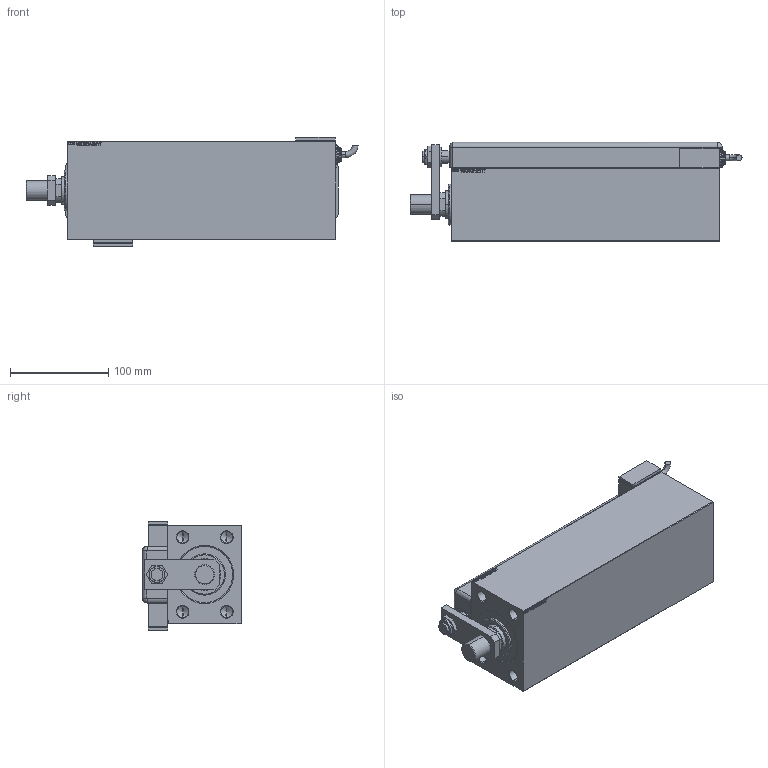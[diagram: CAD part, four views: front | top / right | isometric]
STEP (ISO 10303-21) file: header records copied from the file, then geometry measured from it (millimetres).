
FILE_DESCRIPTION (( 'STEP AP203' ), '1' );
FILE_NAME ('fd53.STEP', '2024-02-12T04:49:13', ( '' ), ( '' ), 'SwSTEP 2.0', 'SolidWorks 2019', '' );
FILE_SCHEMA (( 'CONFIG_CONTROL_DESIGN' ));
Length unit declared in the file: millimetre
Products named in the file (14): V450CM_B_VCP 5d57c677eeaf8a0727ebcaa8c3aab6cd; NUT_D19 5d57c677eeaf8a0727ebcaa8c3aab6cd; SWITCH DIM A_G 5d57c677eeaf8a0727ebcaa8c3aab6cd; V450CM_MALE_METRIC 5d57c677eeaf8a0727ebcaa8c3aab6cd; TYC 5d57c677eeaf8a0727ebcaa8c3aab6cd; V450CM_VC_B 5d57c677eeaf8a0727ebcaa8c3aab6cd; KRYT 5d57c677eeaf8a0727ebcaa8c3aab6cd; NUT_D13 5d57c677eeaf8a0727ebcaa8c3aab6cd; SWITCH Q 5d57c677eeaf8a0727ebcaa8c3aab6cd; SWITCH_Q_FRONT_BACK 5d57c677eeaf8a0727ebcaa8c3aab6cd; fd53; MAGNETIC SWITCH Q 5d57c677eeaf8a0727ebcaa8c3aab6cd; V450CM_B_Body 5d57c677eeaf8a0727ebcaa8c3aab6cd; ZARAZKA_Q 5d57c677eeaf8a0727ebcaa8c3aab6cd
Assembly tree (14 placements, depth 3):
  fd53
    V450CM_B_Body 5d57c677eeaf8a0727ebcaa8c3aab6cd
    V450CM_B_VCP 5d57c677eeaf8a0727ebcaa8c3aab6cd
    V450CM_VC_B 5d57c677eeaf8a0727ebcaa8c3aab6cd
    V450CM_MALE_METRIC 5d57c677eeaf8a0727ebcaa8c3aab6cd
    MAGNETIC SWITCH Q 5d57c677eeaf8a0727ebcaa8c3aab6cd
      SWITCH_Q_FRONT_BACK 5d57c677eeaf8a0727ebcaa8c3aab6cd
      TYC 5d57c677eeaf8a0727ebcaa8c3aab6cd
      ZARAZKA_Q 5d57c677eeaf8a0727ebcaa8c3aab6cd
      SWITCH DIM A_G 5d57c677eeaf8a0727ebcaa8c3aab6cd
      NUT_D19 5d57c677eeaf8a0727ebcaa8c3aab6cd
      NUT_D13 5d57c677eeaf8a0727ebcaa8c3aab6cd
      KRYT 5d57c677eeaf8a0727ebcaa8c3aab6cd
      SWITCH Q 5d57c677eeaf8a0727ebcaa8c3aab6cd  x2
Bounding box: 337.76 x 100.8 x 111 mm (x, y, z)
Volume: 1988281.9 mm3; surface area: 299109.3 mm2
Topology: 14 solids, 14 shells, 1282 faces, 3240 edges, 2119 vertices
Faces by surface type: plane 612, bspline 471, cylinder 115, cone 58, torus 24, sphere 2
Entity records: 60708 total; most frequent: CARTESIAN_POINT 32340, ORIENTED_EDGE 6252, DIRECTION 4032, EDGE_CURVE 3126, VERTEX_POINT 2059, LINE 1862, VECTOR 1862, EDGE_LOOP 1411
